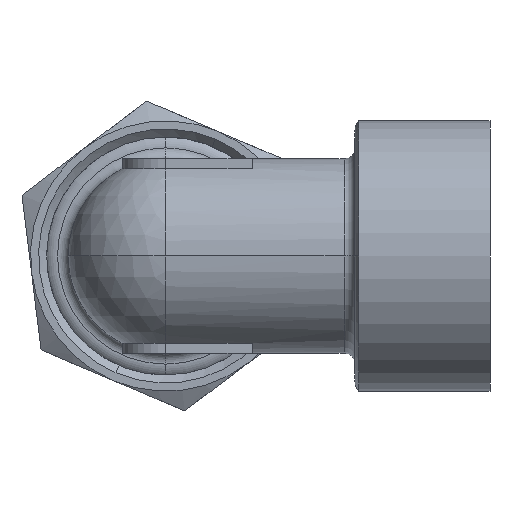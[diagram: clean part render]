
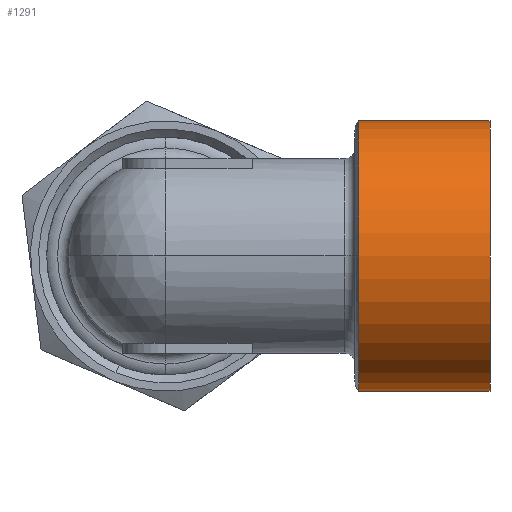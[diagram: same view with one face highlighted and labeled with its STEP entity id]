
A CAD part, left-side view. The second image highlights one B-rep face of the part: STEP entity #1291.
In plain terms, the highlighted cylindrical face has radius 12.5 mm (diameter 25 mm), a partial arc.
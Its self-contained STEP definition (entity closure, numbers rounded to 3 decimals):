
#56 = VERTEX_POINT ( 'NONE', #1175 ) ;
#68 = VERTEX_POINT ( 'NONE', #1164 ) ;
#78 = VERTEX_POINT ( 'NONE', #1154 ) ;
#79 = VERTEX_POINT ( 'NONE', #1153 ) ;
#82 = VERTEX_POINT ( 'NONE', #1150 ) ;
#152 = DIRECTION ( 'NONE',  ( 1., 0., 0. ) ) ;
#153 = DIRECTION ( 'NONE',  ( 0., 1., 0. ) ) ;
#157 = CARTESIAN_POINT ( 'NONE',  ( 0., 13.118, 0. ) ) ;
#279 = CARTESIAN_POINT ( 'NONE',  ( 0., -2., -12.5 ) ) ;
#283 = DIRECTION ( 'NONE',  ( 0., -1., 0. ) ) ;
#292 = CARTESIAN_POINT ( 'NONE',  ( 0., -2., 12.5 ) ) ;
#296 = DIRECTION ( 'NONE',  ( 0., -1., 0. ) ) ;
#380 = DIRECTION ( 'NONE',  ( 0., -1., 0. ) ) ;
#381 = DIRECTION ( 'NONE',  ( 0., 0., -1. ) ) ;
#384 = CARTESIAN_POINT ( 'NONE',  ( 0., -2., 0. ) ) ;
#531 = CARTESIAN_POINT ( 'NONE',  ( 0., 13.118, 0. ) ) ;
#532 = DIRECTION ( 'NONE',  ( 0., 1., 0. ) ) ;
#533 = DIRECTION ( 'NONE',  ( 1., 0., 0. ) ) ;
#821 = EDGE_CURVE ( 'NONE', #56, #79, #1531, .T. ) ;
#823 = EDGE_CURVE ( 'NONE', #82, #78, #1534, .T. ) ;
#853 = EDGE_CURVE ( 'NONE', #68, #56, #1573, .T. ) ;
#866 = EDGE_CURVE ( 'NONE', #79, #78, #1589, .T. ) ;
#868 = EDGE_CURVE ( 'NONE', #82, #68, #1591, .T. ) ;
#975 = AXIS2_PLACEMENT_3D ( 'NONE', #157, #153, #152 ) ;
#986 = AXIS2_PLACEMENT_3D ( 'NONE', #1425, #1426, #1424 ) ;
#988 = AXIS2_PLACEMENT_3D ( 'NONE', #531, #532, #533 ) ;
#1150 = CARTESIAN_POINT ( 'NONE',  ( 0., 13.118, -12.5 ) ) ;
#1153 = CARTESIAN_POINT ( 'NONE',  ( 0., 1., 12.5 ) ) ;
#1154 = CARTESIAN_POINT ( 'NONE',  ( 0., 1., -12.5 ) ) ;
#1164 = CARTESIAN_POINT ( 'NONE',  ( -12.5, 13.118, 0. ) ) ;
#1175 = CARTESIAN_POINT ( 'NONE',  ( 0., 13.118, 12.5 ) ) ;
#1291 = ADVANCED_FACE ( 'NONE', ( #1726 ), #1729, .T. ) ;
#1374 = AXIS2_PLACEMENT_3D ( 'NONE', #384, #380, #381 ) ;
#1424 = DIRECTION ( 'NONE',  ( 0., 0., -1. ) ) ;
#1425 = CARTESIAN_POINT ( 'NONE',  ( 0., 1., 0. ) ) ;
#1426 = DIRECTION ( 'NONE',  ( 0., -1., 0. ) ) ;
#1531 = LINE ( 'NONE', #292, #1535 ) ;
#1534 = LINE ( 'NONE', #279, #1538 ) ;
#1535 = VECTOR ( 'NONE', #296, 1000. ) ;
#1538 = VECTOR ( 'NONE', #283, 1000. ) ;
#1573 = CIRCLE ( 'NONE', #975, 12.5 ) ;
#1589 = CIRCLE ( 'NONE', #986, 12.5 ) ;
#1591 = CIRCLE ( 'NONE', #988, 12.5 ) ;
#1726 = FACE_OUTER_BOUND ( 'NONE', #1940, .T. ) ;
#1729 = CYLINDRICAL_SURFACE ( 'NONE', #1374, 12.5 ) ;
#1822 = ORIENTED_EDGE ( 'NONE', *, *, #821, .F. ) ;
#1823 = ORIENTED_EDGE ( 'NONE', *, *, #853, .F. ) ;
#1824 = ORIENTED_EDGE ( 'NONE', *, *, #868, .F. ) ;
#1825 = ORIENTED_EDGE ( 'NONE', *, *, #823, .T. ) ;
#1826 = ORIENTED_EDGE ( 'NONE', *, *, #866, .F. ) ;
#1940 = EDGE_LOOP ( 'NONE', ( #1822, #1823, #1824, #1825, #1826 ) ) ;
